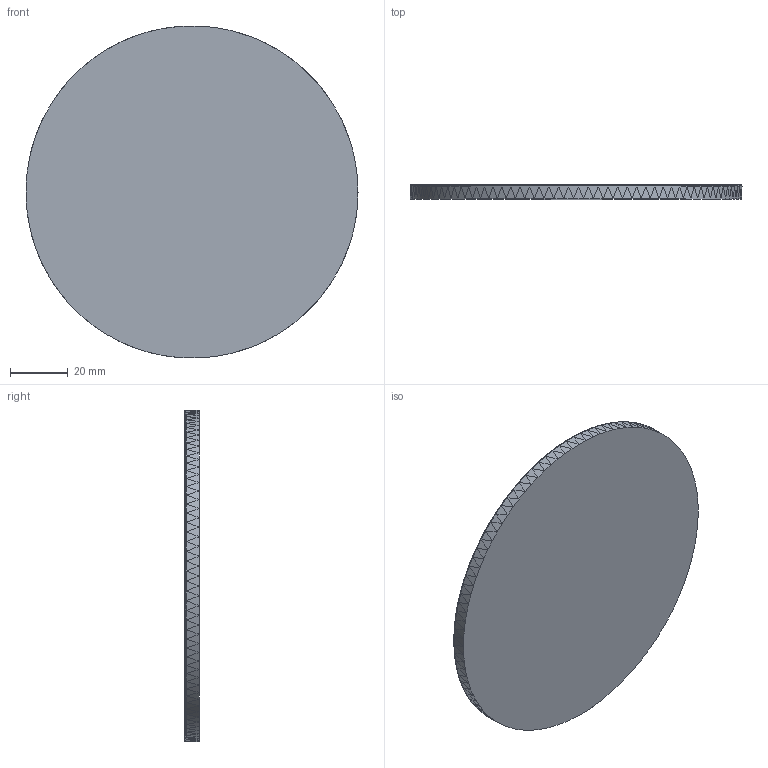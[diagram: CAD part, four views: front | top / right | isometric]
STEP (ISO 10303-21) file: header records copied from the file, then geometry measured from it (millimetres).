
FILE_DESCRIPTION(('FreeCAD Model'),'2;1');
FILE_NAME('Open CASCADE Shape Model','2025-12-07T15:26:33',('Author'),( ''),'Open CASCADE STEP processor 7.8','FreeCAD','Unknown');
FILE_SCHEMA(('AUTOMOTIVE_DESIGN { 1 0 10303 214 1 1 1 1 }'));
Products named in the file (1): base (refined)
Bounding box: 115 x 5 x 114.99 mm (x, y, z)
Surface area: 23460.5 mm2 (no closed solid volume)
Topology: 0 solids, 1 shells, 3279 faces, 5183 edges, 1907 vertices
Faces by surface type: plane 3279
Entity records: 66359 total; most frequent: DIRECTION 11743, CARTESIAN_POINT 10370, ORIENTED_EDGE 10366, EDGE_CURVE 5183, LINE 5183, VECTOR 5183, AXIS2_PLACEMENT_3D 3280, FACE_BOUND 3280
